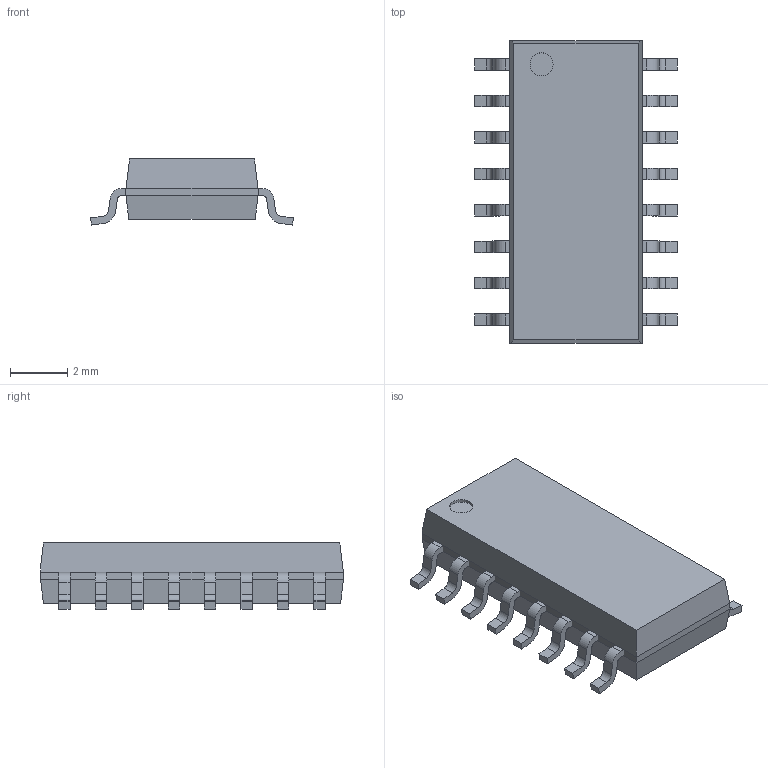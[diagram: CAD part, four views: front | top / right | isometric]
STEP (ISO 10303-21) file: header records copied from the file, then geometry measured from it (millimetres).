
FILE_DESCRIPTION((''),'2;1');
FILE_NAME('SOIC127P700X230-16N.stp','2013-05-29T13:04:26',(''),(''),'Mechanical Desktop 2011','Mechanical Desktop 2011',', , ');
FILE_SCHEMA(('AUTOMOTIVE_DESIGN { 1 2 10303 214 1 1 1 1 }'));
Length unit declared in the file: millimetre
Products named in the file (1): Product
Bounding box: 7.06 x 10.55 x 2.3 mm (x, y, z)
Volume: 102 mm3; surface area: 199 mm2
Topology: 17 solids, 17 shells, 241 faces, 612 edges, 406 vertices
Faces by surface type: bspline 112, plane 95, cylinder 34
Entity records: 7682 total; most frequent: CARTESIAN_POINT 2044, ORIENTED_EDGE 1224, DIRECTION 1004, EDGE_CURVE 612, VECTOR 480, LINE 480, VERTEX_POINT 406, AXIS2_PLACEMENT_3D 262
